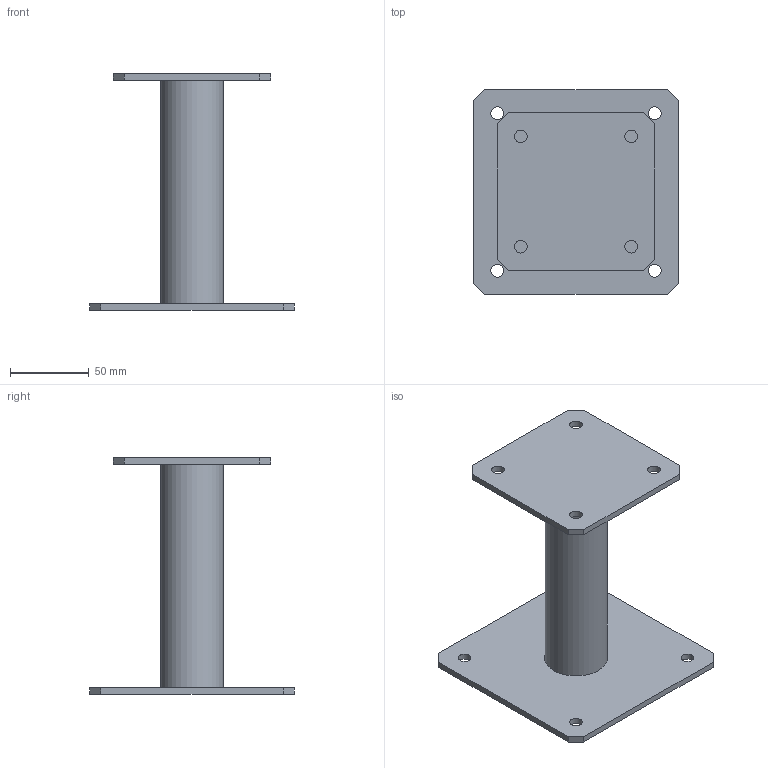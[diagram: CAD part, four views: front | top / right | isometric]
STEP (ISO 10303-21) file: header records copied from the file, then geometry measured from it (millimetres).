
FILE_DESCRIPTION(('FreeCAD Model'),'2;1');
FILE_NAME('PPA150.step', '2015-11-26T14:47:07',('FreeCAD'),('FreeCAD'), 'Open CASCADE STEP processor 6.8','FreeCAD','Unknown');
FILE_SCHEMA(('AUTOMOTIVE_DESIGN_CC2 { 1 2 10303 214 -1 1 5 4 }'));
Length unit declared in the file: millimetre
Products named in the file (1): Open CASCADE STEP translator 6.8 1
Bounding box: 130 x 130 x 150 mm (x, y, z)
Volume: 169446.8 mm3; surface area: 88171.6 mm2
Topology: 1 solids, 2 shells, 32 faces, 82 edges, 56 vertices
Faces by surface type: plane 22, cylinder 10
Full cylindrical faces by diameter (mm): 8 x8, 32 x1, 40 x1
Entity records: 2160 total; most frequent: CARTESIAN_POINT 479, DIRECTION 312, LINE 198, VECTOR 198, ORIENTED_EDGE 164, PCURVE 164, DEFINITIONAL_REPRESENTATION 164, EDGE_CURVE 82
